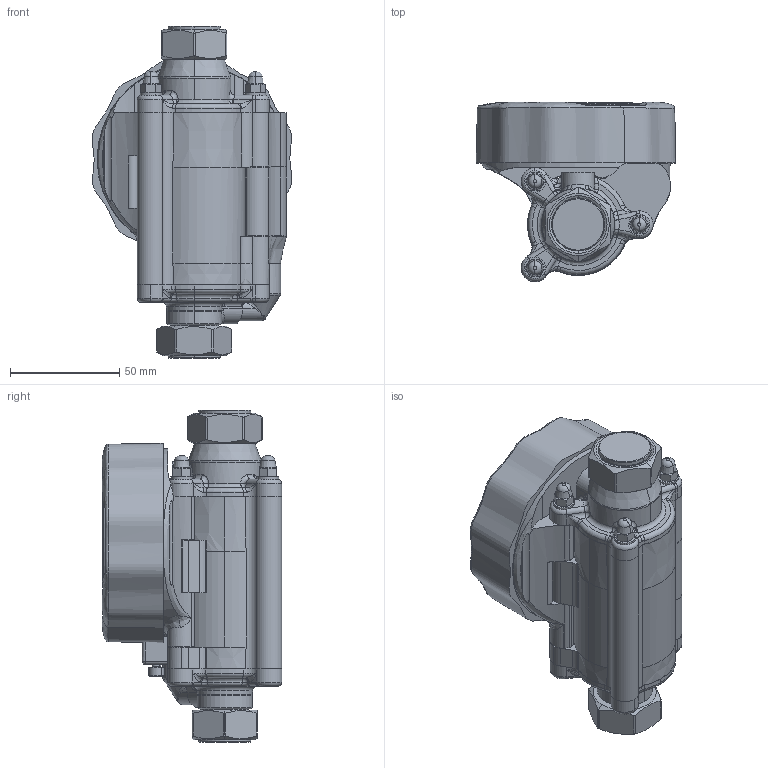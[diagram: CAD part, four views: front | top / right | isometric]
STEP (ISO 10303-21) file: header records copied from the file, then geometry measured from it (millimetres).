
FILE_DESCRIPTION (( 'STEP AP203' ), '1' );
FILE_NAME ('PAP-S020.STEP', '2022-09-30T08:06:45', ( '' ), ( '' ), 'SwSTEP 2.0', 'SolidWorks 2021', '' );
FILE_SCHEMA (( 'CONFIG_CONTROL_DESIGN' ));
Length unit declared in the file: millimetre
Products named in the file (1): PAP-S020
Bounding box: 91.39 x 82.24 x 152.2 mm (x, y, z)
Volume: 500719 mm3; surface area: 144348.7 mm2
Topology: 26 solids, 29 shells, 1879 faces, 4695 edges, 2879 vertices
Faces by surface type: cylinder 580, cone 573, plane 395, bspline 154, torus 142, sphere 35
Entity records: 76071 total; most frequent: CARTESIAN_POINT 31572, DIRECTION 9694, ORIENTED_EDGE 9298, EDGE_CURVE 4649, AXIS2_PLACEMENT_3D 4001, VERTEX_POINT 2877, CIRCLE 2275, EDGE_LOOP 1980
